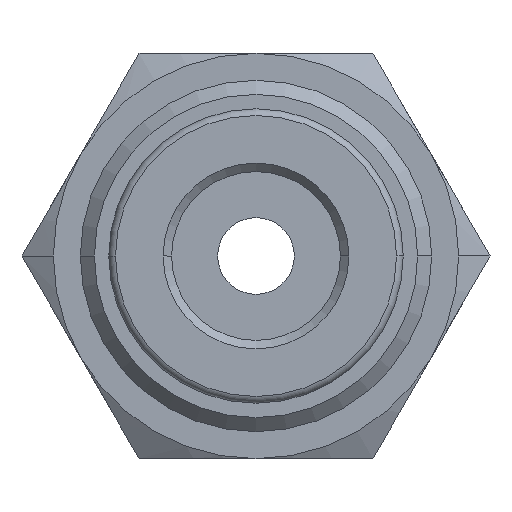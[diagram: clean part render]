
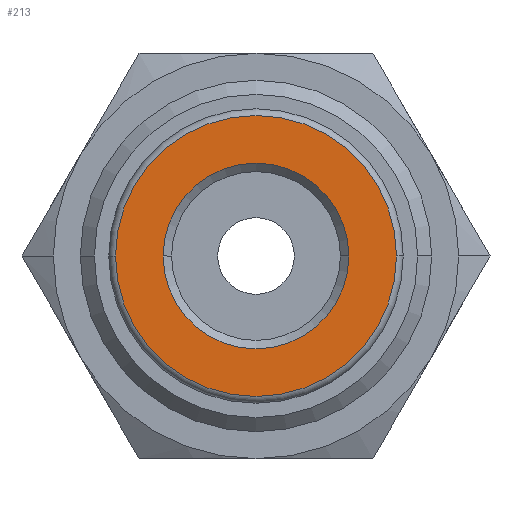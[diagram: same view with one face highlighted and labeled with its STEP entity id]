
A CAD part, front view. The second image highlights one B-rep face of the part: STEP entity #213.
In plain terms, the highlighted planar face has unit normal (0, -1, 0).
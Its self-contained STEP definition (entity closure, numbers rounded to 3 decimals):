
#213=ADVANCED_FACE('',(#435,#436),#437,.T.);
#435=FACE_BOUND('',#664,.T.);
#436=FACE_OUTER_BOUND('',#665,.T.);
#437=PLANE('',#666);
#664=EDGE_LOOP('',(#1210,#1211));
#665=EDGE_LOOP('',(#1212,#1213));
#666=AXIS2_PLACEMENT_3D('',#1214,#1215,#1216);
#1210=ORIENTED_EDGE('',*,*,#1457,.T.);
#1211=ORIENTED_EDGE('',*,*,#1444,.T.);
#1212=ORIENTED_EDGE('',*,*,#1455,.T.);
#1213=ORIENTED_EDGE('',*,*,#1447,.T.);
#1214=CARTESIAN_POINT('',(0.0,0.0,0.0));
#1215=DIRECTION('',(0.0,-1.0,0.0));
#1216=DIRECTION('',(-1.0,0.0,0.0));
#1444=EDGE_CURVE('',#1779,#1781,#1783,.T.);
#1447=EDGE_CURVE('',#1787,#1785,#1788,.T.);
#1455=EDGE_CURVE('',#1785,#1787,#1796,.T.);
#1457=EDGE_CURVE('',#1781,#1779,#1798,.T.);
#1779=VERTEX_POINT('',#2368);
#1781=VERTEX_POINT('',#2371);
#1783=CIRCLE('',#2374,2.75);
#1785=VERTEX_POINT('',#2376);
#1787=VERTEX_POINT('',#2379);
#1788=CIRCLE('',#2380,4.16);
#1796=CIRCLE('',#2389,4.16);
#1798=CIRCLE('',#2391,2.75);
#2368=CARTESIAN_POINT('',(2.75,0.0,0.));
#2371=CARTESIAN_POINT('',(-2.75,0.0,0.));
#2374=AXIS2_PLACEMENT_3D('',#2938,#2939,#2940);
#2376=CARTESIAN_POINT('',(4.16,0.0,0.0));
#2379=CARTESIAN_POINT('',(-4.16,0.0,0.));
#2380=AXIS2_PLACEMENT_3D('',#2942,#2943,#2944);
#2389=AXIS2_PLACEMENT_3D('',#2955,#2956,#2957);
#2391=AXIS2_PLACEMENT_3D('',#2958,#2959,#2960);
#2938=CARTESIAN_POINT('',(0.0,0.0,0.0));
#2939=DIRECTION('',(-0.0,1.0,0.0));
#2940=DIRECTION('',(1.0,0.0,0.0));
#2942=CARTESIAN_POINT('',(0.0,0.0,0.0));
#2943=DIRECTION('',(0.0,-1.0,0.0));
#2944=DIRECTION('',(1.0,0.0,0.0));
#2955=CARTESIAN_POINT('',(0.0,0.0,0.0));
#2956=DIRECTION('',(0.0,-1.0,0.0));
#2957=DIRECTION('',(1.0,0.0,0.0));
#2958=CARTESIAN_POINT('',(0.0,0.0,0.0));
#2959=DIRECTION('',(-0.0,1.0,0.0));
#2960=DIRECTION('',(1.0,0.0,0.0));
